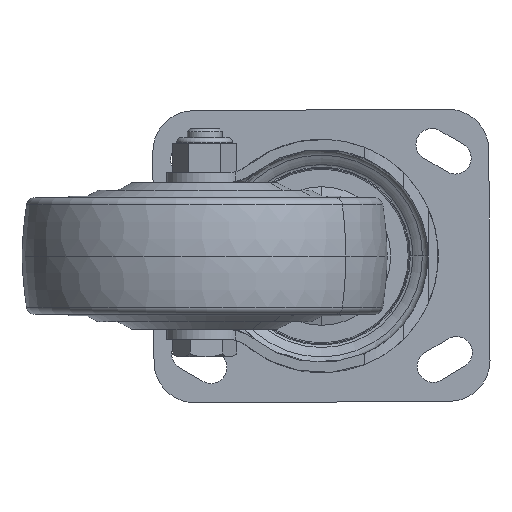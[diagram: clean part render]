
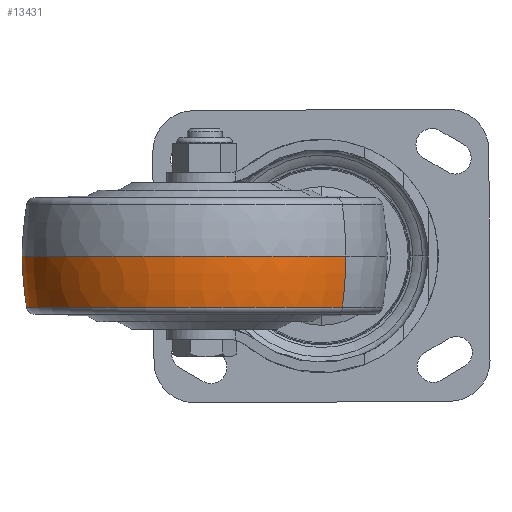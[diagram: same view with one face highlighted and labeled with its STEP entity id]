
A CAD part, front view. The second image highlights one B-rep face of the part: STEP entity #13431.
In plain terms, the highlighted toroidal (fillet/blend) face has major radius 38.756 mm and minor radius 101.256 mm.
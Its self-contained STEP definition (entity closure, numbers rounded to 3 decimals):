
#274 = VERTEX_POINT ( 'NONE', #15402 ) ;
#286 = AXIS2_PLACEMENT_3D ( 'NONE', #709, #6685, #12652 ) ;
#709 = CARTESIAN_POINT ( 'NONE',  ( 0.014, 0., 38.756 ) ) ;
#786 = CARTESIAN_POINT ( 'NONE',  ( 0., 0., 0. ) ) ;
#1847 = EDGE_CURVE ( 'NONE', #14999, #274, #5150, .T. ) ;
#2705 = TOROIDAL_SURFACE ( 'NONE', #18673, -38.756, 101.256 ) ;
#3599 = DIRECTION ( 'NONE',  ( 0., 1., 0. ) ) ;
#3965 = ORIENTED_EDGE ( 'NONE', *, *, #4890, .T. ) ;
#4034 = DIRECTION ( 'NONE',  ( 1., 0., 0. ) ) ;
#4362 = ORIENTED_EDGE ( 'NONE', *, *, #1847, .T. ) ;
#4561 = AXIS2_PLACEMENT_3D ( 'NONE', #4620, #3599, #10610 ) ;
#4620 = CARTESIAN_POINT ( 'NONE',  ( 0.014, 0., -38.756 ) ) ;
#4890 = EDGE_CURVE ( 'NONE', #274, #12133, #4955, .T. ) ;
#4955 = CIRCLE ( 'NONE', #286, 101.256 ) ;
#5003 = DIRECTION ( 'NONE',  ( 1., 0., 0. ) ) ;
#5150 = CIRCLE ( 'NONE', #19246, 62.5 ) ;
#5731 = DIRECTION ( 'NONE',  ( 0., 0., -1. ) ) ;
#6128 = CIRCLE ( 'NONE', #4561, 101.256 ) ;
#6685 = DIRECTION ( 'NONE',  ( 0., -1., 0. ) ) ;
#7304 = FACE_OUTER_BOUND ( 'NONE', #9237, .T. ) ;
#7397 = DIRECTION ( 'NONE',  ( 1., 0., 0. ) ) ;
#7680 = ORIENTED_EDGE ( 'NONE', *, *, #12805, .F. ) ;
#8044 = CIRCLE ( 'NONE', #13375, 60.977 ) ;
#8462 = EDGE_CURVE ( 'NONE', #10512, #12133, #8044, .T. ) ;
#9237 = EDGE_LOOP ( 'NONE', ( #7680, #4362, #3965, #11973 ) ) ;
#10021 = DIRECTION ( 'NONE',  ( 0., 0., -1. ) ) ;
#10428 = CARTESIAN_POINT ( 'NONE',  ( 17.513, 0., -60.977 ) ) ;
#10512 = VERTEX_POINT ( 'NONE', #14280 ) ;
#10610 = DIRECTION ( 'NONE',  ( 0., 0., 1. ) ) ;
#11973 = ORIENTED_EDGE ( 'NONE', *, *, #8462, .F. ) ;
#12133 = VERTEX_POINT ( 'NONE', #10428 ) ;
#12652 = DIRECTION ( 'NONE',  ( 0., 0., -1. ) ) ;
#12732 = DIRECTION ( 'NONE',  ( 0., 0., -1. ) ) ;
#12805 = EDGE_CURVE ( 'NONE', #14999, #10512, #6128, .T. ) ;
#13375 = AXIS2_PLACEMENT_3D ( 'NONE', #17462, #4034, #10021 ) ;
#13431 = ADVANCED_FACE ( 'NONE', ( #7304 ), #2705, .T. ) ;
#14280 = CARTESIAN_POINT ( 'NONE',  ( 17.513, 0., 60.977 ) ) ;
#14999 = VERTEX_POINT ( 'NONE', #16183 ) ;
#15402 = CARTESIAN_POINT ( 'NONE',  ( 0., 0., -62.5 ) ) ;
#16183 = CARTESIAN_POINT ( 'NONE',  ( 0., 0., 62.5 ) ) ;
#17462 = CARTESIAN_POINT ( 'NONE',  ( 17.513, 0., 0. ) ) ;
#17976 = CARTESIAN_POINT ( 'NONE',  ( 0.014, 0., 0. ) ) ;
#18673 = AXIS2_PLACEMENT_3D ( 'NONE', #17976, #7397, #5731 ) ;
#19246 = AXIS2_PLACEMENT_3D ( 'NONE', #786, #5003, #12732 ) ;
